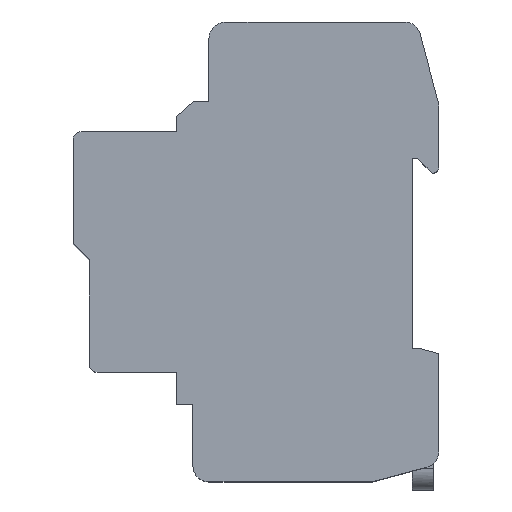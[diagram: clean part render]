
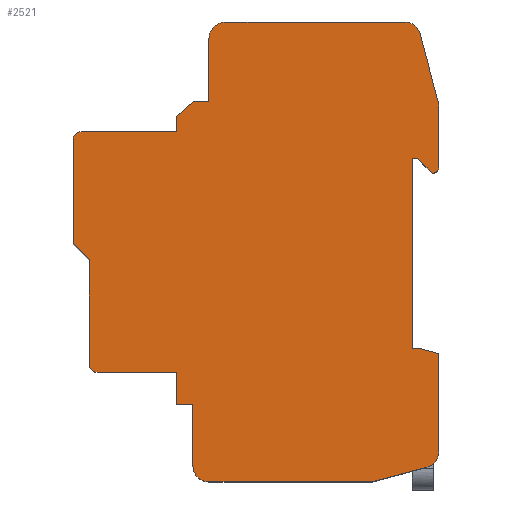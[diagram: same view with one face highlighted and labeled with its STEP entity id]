
A CAD part, top view. The second image highlights one B-rep face of the part: STEP entity #2521.
In plain terms, the highlighted planar face has unit normal (0, 0, 1).
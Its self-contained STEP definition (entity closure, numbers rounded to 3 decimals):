
#445=CARTESIAN_POINT('',(-1.419,40.,17.8));
#446=DIRECTION('',(0.,0.,1.));
#447=DIRECTION('',(0.966,0.259,0.));
#448=AXIS2_PLACEMENT_3D('',#445,#446,#447);
#450=DIRECTION('',(-0.259,0.966,0.));
#451=VECTOR('',#450,13.21);
#452=CARTESIAN_POINT('',(4.898,28.016,17.8));
#453=LINE('',#452,#451);
#454=CARTESIAN_POINT('',(2.,27.24,17.8));
#455=DIRECTION('',(0.,0.,1.));
#456=DIRECTION('',(1.,0.,0.));
#457=AXIS2_PLACEMENT_3D('',#454,#455,#456);
#459=DIRECTION('',(0.,1.,0.));
#460=VECTOR('',#459,11.335);
#461=CARTESIAN_POINT('',(5.,15.905,17.8));
#462=LINE('',#461,#460);
#463=CARTESIAN_POINT('',(3.8,15.905,17.8));
#464=DIRECTION('',(0.,0.,1.));
#465=DIRECTION('',(-0.004,-1.,0.));
#466=AXIS2_PLACEMENT_3D('',#463,#464,#465);
#468=DIRECTION('',(0.707,-0.707,0.));
#469=VECTOR('',#468,3.953);
#470=CARTESIAN_POINT('',(1.,17.5,17.8));
#471=LINE('',#470,#469);
#472=DIRECTION('',(1.,0.,0.));
#473=VECTOR('',#472,1.);
#474=CARTESIAN_POINT('',(0.,17.5,17.8));
#475=LINE('',#474,#473);
#476=DIRECTION('',(0.,1.,0.));
#477=VECTOR('',#476,35.5);
#478=CARTESIAN_POINT('',(0.,-18.,17.8));
#479=LINE('',#478,#477);
#480=DIRECTION('',(-1.,0.,0.));
#481=VECTOR('',#480,1.2);
#482=CARTESIAN_POINT('',(1.2,-18.,17.8));
#483=LINE('',#482,#481);
#484=DIRECTION('',(-0.966,0.259,0.));
#485=VECTOR('',#484,3.934);
#486=CARTESIAN_POINT('',(5.,-19.018,17.8));
#487=LINE('',#486,#485);
#488=DIRECTION('',(0.,1.,0.));
#489=VECTOR('',#488,18.354);
#490=CARTESIAN_POINT('',(5.,-37.372,17.8));
#491=LINE('',#490,#489);
#492=CARTESIAN_POINT('',(2.,-37.372,17.8));
#493=DIRECTION('',(0.,0.,1.));
#494=DIRECTION('',(0.259,-0.966,0.));
#495=AXIS2_PLACEMENT_3D('',#492,#493,#494);
#497=DIRECTION('',(0.966,0.259,0.));
#498=VECTOR('',#497,10.548);
#499=CARTESIAN_POINT('',(-7.412,-43.,17.8));
#500=LINE('',#499,#498);
#501=DIRECTION('',(1.,0.,0.));
#502=VECTOR('',#501,30.588);
#503=CARTESIAN_POINT('',(-38.,-43.,17.8));
#504=LINE('',#503,#502);
#505=CARTESIAN_POINT('',(-38.,-40.,17.8));
#506=DIRECTION('',(0.,0.,1.));
#507=DIRECTION('',(-1.,0.,0.));
#508=AXIS2_PLACEMENT_3D('',#505,#506,#507);
#510=DIRECTION('',(0.,-1.,0.));
#511=VECTOR('',#510,11.53);
#512=CARTESIAN_POINT('',(-41.,-28.47,17.8));
#513=LINE('',#512,#511);
#514=DIRECTION('',(1.,0.,0.));
#515=VECTOR('',#514,3.);
#516=CARTESIAN_POINT('',(-44.,-28.47,17.8));
#517=LINE('',#516,#515);
#518=DIRECTION('',(0.,-1.,0.));
#519=VECTOR('',#518,5.97);
#520=CARTESIAN_POINT('',(-44.,-22.5,17.8));
#521=LINE('',#520,#519);
#522=DIRECTION('',(1.,0.,0.));
#523=VECTOR('',#522,14.9);
#524=CARTESIAN_POINT('',(-58.9,-22.5,17.8));
#525=LINE('',#524,#523);
#526=CARTESIAN_POINT('',(-58.9,-21.,17.8));
#527=DIRECTION('',(0.,0.,1.));
#528=DIRECTION('',(-1.,0.,0.));
#529=AXIS2_PLACEMENT_3D('',#526,#527,#528);
#531=DIRECTION('',(0.,-1.,0.));
#532=VECTOR('',#531,19.5);
#533=CARTESIAN_POINT('',(-60.4,-1.5,17.8));
#534=LINE('',#533,#532);
#535=DIRECTION('',(0.707,-0.707,0.));
#536=VECTOR('',#535,4.243);
#537=CARTESIAN_POINT('',(-63.4,1.5,17.8));
#538=LINE('',#537,#536);
#539=DIRECTION('',(0.,-1.,0.));
#540=VECTOR('',#539,19.5);
#541=CARTESIAN_POINT('',(-63.4,21.,17.8));
#542=LINE('',#541,#540);
#543=CARTESIAN_POINT('',(-61.9,21.,17.8));
#544=DIRECTION('',(0.,0.,1.));
#545=DIRECTION('',(0.,1.,0.));
#546=AXIS2_PLACEMENT_3D('',#543,#544,#545);
#548=DIRECTION('',(-1.,0.,0.));
#549=VECTOR('',#548,17.9);
#550=CARTESIAN_POINT('',(-44.,22.5,17.8));
#551=LINE('',#550,#549);
#552=DIRECTION('',(0.,-1.,0.));
#553=VECTOR('',#552,2.794);
#554=CARTESIAN_POINT('',(-44.,25.294,17.8));
#555=LINE('',#554,#553);
#556=DIRECTION('',(-0.745,-0.667,0.));
#557=VECTOR('',#556,4.286);
#558=CARTESIAN_POINT('',(-40.808,28.154,17.8));
#559=LINE('',#558,#557);
#560=DIRECTION('',(-1.,0.,0.));
#561=VECTOR('',#560,2.808);
#562=CARTESIAN_POINT('',(-38.,28.154,17.8));
#563=LINE('',#562,#561);
#564=DIRECTION('',(0.,-1.,0.));
#565=VECTOR('',#564,11.671);
#566=CARTESIAN_POINT('',(-38.,39.825,17.8));
#567=LINE('',#566,#565);
#568=CARTESIAN_POINT('',(-34.825,39.825,17.8));
#569=DIRECTION('',(0.,0.,1.));
#570=DIRECTION('',(0.,1.,0.));
#571=AXIS2_PLACEMENT_3D('',#568,#569,#570);
#573=DIRECTION('',(-1.,0.,0.));
#574=VECTOR('',#573,33.406);
#575=CARTESIAN_POINT('',(-1.419,43.,17.8));
#576=LINE('',#575,#574);
#1421=CARTESIAN_POINT('',(-63.4,21.,17.8));
#1422=CARTESIAN_POINT('',(-63.4,1.5,17.8));
#1423=VERTEX_POINT('',#1421);
#1424=VERTEX_POINT('',#1422);
#1425=CARTESIAN_POINT('',(-44.,-22.5,17.8));
#1426=CARTESIAN_POINT('',(-44.,-28.47,17.8));
#1427=VERTEX_POINT('',#1425);
#1428=VERTEX_POINT('',#1426);
#1429=CARTESIAN_POINT('',(-44.,25.294,17.8));
#1430=CARTESIAN_POINT('',(-44.,22.5,17.8));
#1431=VERTEX_POINT('',#1429);
#1432=VERTEX_POINT('',#1430);
#1433=CARTESIAN_POINT('',(5.,-19.018,17.8));
#1434=CARTESIAN_POINT('',(1.2,-18.,17.8));
#1435=VERTEX_POINT('',#1433);
#1436=VERTEX_POINT('',#1434);
#1437=CARTESIAN_POINT('',(-60.4,-1.5,17.8));
#1438=CARTESIAN_POINT('',(-60.4,-21.,17.8));
#1439=VERTEX_POINT('',#1437);
#1440=VERTEX_POINT('',#1438);
#1441=CARTESIAN_POINT('',(-61.9,22.5,17.8));
#1442=VERTEX_POINT('',#1441);
#1443=CARTESIAN_POINT('',(-38.,39.825,17.8));
#1444=CARTESIAN_POINT('',(-38.,28.154,17.8));
#1445=VERTEX_POINT('',#1443);
#1446=VERTEX_POINT('',#1444);
#1447=CARTESIAN_POINT('',(-41.,-28.47,17.8));
#1448=CARTESIAN_POINT('',(-41.,-40.,17.8));
#1449=VERTEX_POINT('',#1447);
#1450=VERTEX_POINT('',#1448);
#1451=CARTESIAN_POINT('',(-40.808,28.154,17.8));
#1452=VERTEX_POINT('',#1451);
#1453=CARTESIAN_POINT('',(0.,17.5,17.8));
#1454=CARTESIAN_POINT('',(1.,17.5,17.8));
#1455=VERTEX_POINT('',#1453);
#1456=VERTEX_POINT('',#1454);
#1457=CARTESIAN_POINT('',(4.898,28.016,17.8));
#1458=CARTESIAN_POINT('',(1.479,40.776,17.8));
#1459=VERTEX_POINT('',#1457);
#1460=VERTEX_POINT('',#1458);
#1461=CARTESIAN_POINT('',(5.,15.905,17.8));
#1462=CARTESIAN_POINT('',(5.,27.24,17.8));
#1463=VERTEX_POINT('',#1461);
#1464=VERTEX_POINT('',#1462);
#1465=CARTESIAN_POINT('',(5.,-37.372,17.8));
#1466=VERTEX_POINT('',#1465);
#1467=CARTESIAN_POINT('',(0.,-18.,17.8));
#1468=VERTEX_POINT('',#1467);
#1469=CARTESIAN_POINT('',(3.795,14.705,17.8));
#1470=VERTEX_POINT('',#1469);
#1473=CARTESIAN_POINT('',(-58.9,-22.5,17.8));
#1474=VERTEX_POINT('',#1473);
#1485=CARTESIAN_POINT('',(-1.419,43.,17.8));
#1486=VERTEX_POINT('',#1485);
#1487=CARTESIAN_POINT('',(-34.825,43.,17.8));
#1488=VERTEX_POINT('',#1487);
#1489=CARTESIAN_POINT('',(-38.,-43.,17.8));
#1490=VERTEX_POINT('',#1489);
#1491=CARTESIAN_POINT('',(-7.412,-43.,17.8));
#1492=VERTEX_POINT('',#1491);
#1493=CARTESIAN_POINT('',(2.776,-40.27,17.8));
#1494=VERTEX_POINT('',#1493);
#2483=CARTESIAN_POINT('',(0.,0.,17.8));
#2484=DIRECTION('',(0.,0.,1.));
#2485=DIRECTION('',(1.,0.,0.));
#2486=AXIS2_PLACEMENT_3D('',#2483,#2484,#2485);
#2487=PLANE('',#2486);
#2488=ORIENTED_EDGE('',*,*,#1880,.F.);
#2489=ORIENTED_EDGE('',*,*,#1895,.F.);
#2490=ORIENTED_EDGE('',*,*,#1909,.F.);
#2491=ORIENTED_EDGE('',*,*,#1923,.F.);
#2492=ORIENTED_EDGE('',*,*,#1937,.F.);
#2493=ORIENTED_EDGE('',*,*,#1951,.F.);
#2494=ORIENTED_EDGE('',*,*,#1965,.F.);
#2495=ORIENTED_EDGE('',*,*,#1979,.F.);
#2496=ORIENTED_EDGE('',*,*,#1993,.F.);
#2497=ORIENTED_EDGE('',*,*,#2007,.F.);
#2498=ORIENTED_EDGE('',*,*,#2021,.F.);
#2499=ORIENTED_EDGE('',*,*,#2038,.F.);
#2500=ORIENTED_EDGE('',*,*,#2096,.F.);
#2501=ORIENTED_EDGE('',*,*,#2182,.F.);
#2502=ORIENTED_EDGE('',*,*,#2206,.F.);
#2503=ORIENTED_EDGE('',*,*,#2220,.F.);
#2504=ORIENTED_EDGE('',*,*,#2240,.F.);
#2505=ORIENTED_EDGE('',*,*,#2254,.F.);
#2506=ORIENTED_EDGE('',*,*,#2268,.F.);
#2507=ORIENTED_EDGE('',*,*,#2282,.F.);
#2508=ORIENTED_EDGE('',*,*,#2296,.F.);
#2509=ORIENTED_EDGE('',*,*,#2320,.F.);
#2510=ORIENTED_EDGE('',*,*,#2334,.F.);
#2511=ORIENTED_EDGE('',*,*,#2348,.F.);
#2512=ORIENTED_EDGE('',*,*,#2362,.F.);
#2513=ORIENTED_EDGE('',*,*,#2376,.F.);
#2514=ORIENTED_EDGE('',*,*,#2390,.F.);
#2515=ORIENTED_EDGE('',*,*,#2404,.F.);
#2516=ORIENTED_EDGE('',*,*,#2418,.F.);
#2517=ORIENTED_EDGE('',*,*,#2444,.F.);
#2518=ORIENTED_EDGE('',*,*,#2457,.F.);
#2519=EDGE_LOOP('',(#2488,#2489,#2490,#2491,#2492,#2493,#2494,#2495,#2496,#2497,
#2498,#2499,#2500,#2501,#2502,#2503,#2504,#2505,#2506,#2507,#2508,#2509,#2510,
#2511,#2512,#2513,#2514,#2515,#2516,#2517,#2518));
#2520=FACE_OUTER_BOUND('',#2519,.F.);
#2521=ADVANCED_FACE('',(#2520),#2487,.T.);
#449=CIRCLE('',#448,3.);
#458=CIRCLE('',#457,3.);
#467=CIRCLE('',#466,1.2);
#496=CIRCLE('',#495,3.);
#509=CIRCLE('',#508,3.);
#530=CIRCLE('',#529,1.5);
#547=CIRCLE('',#546,1.5);
#572=CIRCLE('',#571,3.175);
#1880=EDGE_CURVE('',#1460,#1486,#449,.T.);
#1895=EDGE_CURVE('',#1459,#1460,#453,.T.);
#1909=EDGE_CURVE('',#1464,#1459,#458,.T.);
#1923=EDGE_CURVE('',#1463,#1464,#462,.T.);
#1937=EDGE_CURVE('',#1470,#1463,#467,.T.);
#1951=EDGE_CURVE('',#1456,#1470,#471,.T.);
#1965=EDGE_CURVE('',#1455,#1456,#475,.T.);
#1979=EDGE_CURVE('',#1468,#1455,#479,.T.);
#1993=EDGE_CURVE('',#1436,#1468,#483,.T.);
#2007=EDGE_CURVE('',#1435,#1436,#487,.T.);
#2021=EDGE_CURVE('',#1466,#1435,#491,.T.);
#2038=EDGE_CURVE('',#1494,#1466,#496,.T.);
#2096=EDGE_CURVE('',#1492,#1494,#500,.T.);
#2182=EDGE_CURVE('',#1490,#1492,#504,.T.);
#2206=EDGE_CURVE('',#1450,#1490,#509,.T.);
#2220=EDGE_CURVE('',#1449,#1450,#513,.T.);
#2240=EDGE_CURVE('',#1428,#1449,#517,.T.);
#2254=EDGE_CURVE('',#1427,#1428,#521,.T.);
#2268=EDGE_CURVE('',#1474,#1427,#525,.T.);
#2282=EDGE_CURVE('',#1440,#1474,#530,.T.);
#2296=EDGE_CURVE('',#1439,#1440,#534,.T.);
#2320=EDGE_CURVE('',#1424,#1439,#538,.T.);
#2334=EDGE_CURVE('',#1423,#1424,#542,.T.);
#2348=EDGE_CURVE('',#1442,#1423,#547,.T.);
#2362=EDGE_CURVE('',#1432,#1442,#551,.T.);
#2376=EDGE_CURVE('',#1431,#1432,#555,.T.);
#2390=EDGE_CURVE('',#1452,#1431,#559,.T.);
#2404=EDGE_CURVE('',#1446,#1452,#563,.T.);
#2418=EDGE_CURVE('',#1445,#1446,#567,.T.);
#2444=EDGE_CURVE('',#1488,#1445,#572,.T.);
#2457=EDGE_CURVE('',#1486,#1488,#576,.T.);
